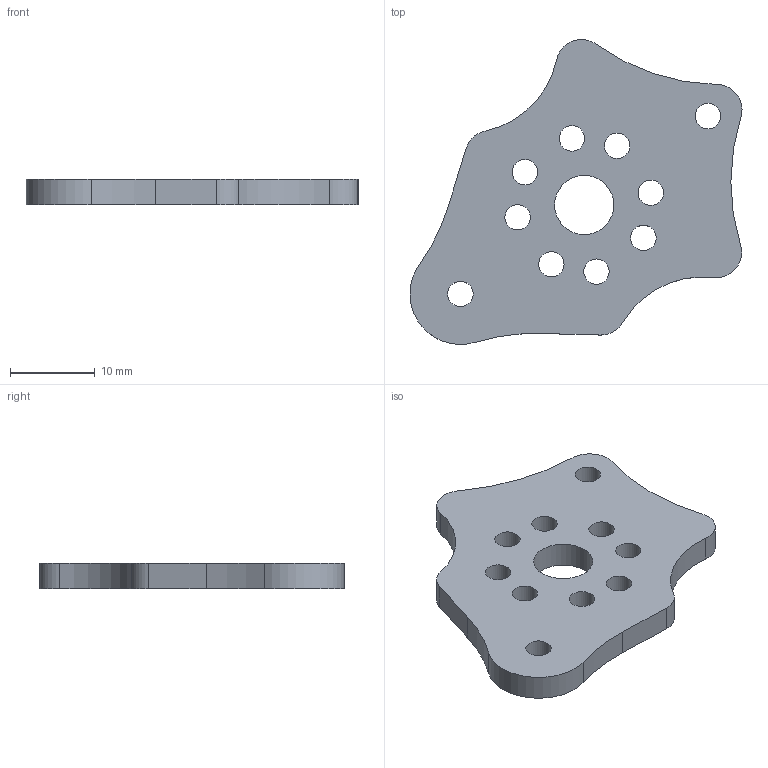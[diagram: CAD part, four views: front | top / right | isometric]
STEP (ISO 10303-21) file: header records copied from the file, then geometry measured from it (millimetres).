
FILE_DESCRIPTION(/* description */ (''),/* implementation_level */ '2;1');
FILE_NAME(/* name */ 'Cover_X8_LIFTER.stp',/* time_stamp */ '2021-04-29T15:51:25+02:00',/* author */ ('larsn'),/* organization */ (''),/* preprocessor_version */ 'ST-DEVELOPER v18',/* originating_system */ 'Autodesk Inventor 2020',/* authorisation */ '');
FILE_SCHEMA (('AUTOMOTIVE_DESIGN { 1 0 10303 214 3 1 1 }'));
Length unit declared in the file: inch
Products named in the file (1): Cover
Bounding box: 39.21 x 36.01 x 3 mm (x, y, z)
Volume: 2541.5 mm3; surface area: 2415.7 mm2
Topology: 1 solids, 1 shells, 27 faces, 75 edges, 50 vertices
Faces by surface type: cylinder 23, plane 4
Full cylindrical faces by diameter (mm): 3 x10, 7 x1
Entity records: 982 total; most frequent: DIRECTION 177, CARTESIAN_POINT 153, ORIENTED_EDGE 150, EDGE_CURVE 75, AXIS2_PLACEMENT_3D 74, VERTEX_POINT 50, EDGE_LOOP 49, CIRCLE 46
